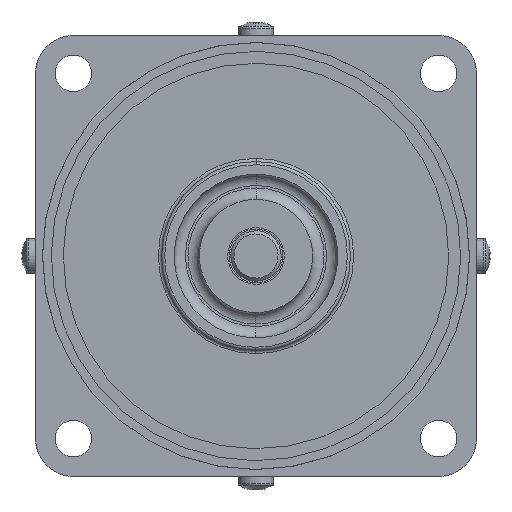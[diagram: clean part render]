
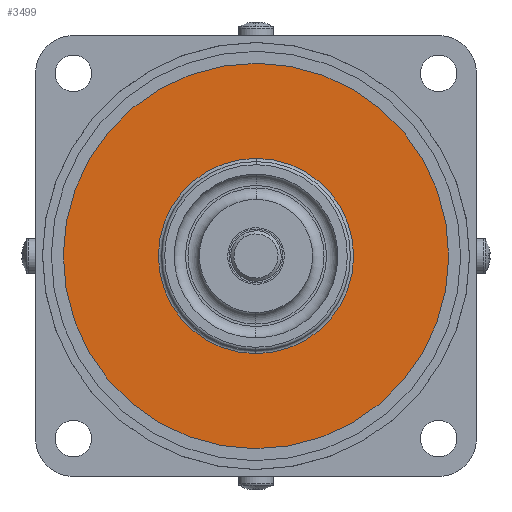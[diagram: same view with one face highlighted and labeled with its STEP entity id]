
A CAD part, front view. The second image highlights one B-rep face of the part: STEP entity #3499.
In plain terms, the highlighted planar face has unit normal (0, -1, 0).
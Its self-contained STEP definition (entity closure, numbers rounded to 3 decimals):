
#25 = AXIS2_PLACEMENT_3D ( 'NONE', #5803, #8619, #2234 ) ;
#113 = ORIENTED_EDGE ( 'NONE', *, *, #6090, .T. ) ;
#480 = ORIENTED_EDGE ( 'NONE', *, *, #5850, .F. ) ;
#553 = CARTESIAN_POINT ( 'NONE',  ( -34.713, 58.777, 103.5 ) ) ;
#1589 = DIRECTION ( 'NONE',  ( 0.006, 0., 1. ) ) ;
#1688 = ORIENTED_EDGE ( 'NONE', *, *, #8049, .T. ) ;
#1794 = ORIENTED_EDGE ( 'NONE', *, *, #2522, .F. ) ;
#2036 = DIRECTION ( 'NONE',  ( -0.006, 0., -1. ) ) ;
#2067 = VERTEX_POINT ( 'NONE', #5928 ) ;
#2109 = CARTESIAN_POINT ( 'NONE',  ( -34.971, 58.777, 57.4 ) ) ;
#2234 = DIRECTION ( 'NONE',  ( 0.006, 0., 1. ) ) ;
#2522 = EDGE_CURVE ( 'NONE', #2673, #5709, #5288, .T. ) ;
#2673 = VERTEX_POINT ( 'NONE', #8296 ) ;
#2751 = PLANE ( 'NONE',  #3302 ) ;
#2852 = DIRECTION ( 'NONE',  ( 0.006, 0., 1. ) ) ;
#3172 = EDGE_LOOP ( 'NONE', ( #480, #1794 ) ) ;
#3302 = AXIS2_PLACEMENT_3D ( 'NONE', #5607, #8424, #2036 ) ;
#3329 = CARTESIAN_POINT ( 'NONE',  ( -34.8, 58.777, 88. ) ) ;
#3499 = ADVANCED_FACE ( 'NONE', ( #6299, #9094 ), #2751, .F. ) ;
#4134 = CIRCLE ( 'NONE', #25, 15.5 ) ;
#4236 = AXIS2_PLACEMENT_3D ( 'NONE', #5864, #7993, #1589 ) ;
#4750 = AXIS2_PLACEMENT_3D ( 'NONE', #3329, #6175, #8976 ) ;
#5281 = AXIS2_PLACEMENT_3D ( 'NONE', #6406, #9191, #2852 ) ;
#5288 = CIRCLE ( 'NONE', #5281, 15.5 ) ;
#5607 = CARTESIAN_POINT ( 'NONE',  ( -34.8, 58.777, 88. ) ) ;
#5709 = VERTEX_POINT ( 'NONE', #553 ) ;
#5803 = CARTESIAN_POINT ( 'NONE',  ( -34.8, 58.777, 88. ) ) ;
#5850 = EDGE_CURVE ( 'NONE', #5709, #2673, #4134, .T. ) ;
#5864 = CARTESIAN_POINT ( 'NONE',  ( -34.8, 58.777, 88. ) ) ;
#5928 = CARTESIAN_POINT ( 'NONE',  ( -34.629, 58.777, 118.6 ) ) ;
#6090 = EDGE_CURVE ( 'NONE', #7915, #2067, #8720, .T. ) ;
#6175 = DIRECTION ( 'NONE',  ( 0., -1., 0. ) ) ;
#6299 = FACE_BOUND ( 'NONE', #3172, .T. ) ;
#6406 = CARTESIAN_POINT ( 'NONE',  ( -34.8, 58.777, 88. ) ) ;
#7903 = EDGE_LOOP ( 'NONE', ( #1688, #113 ) ) ;
#7915 = VERTEX_POINT ( 'NONE', #2109 ) ;
#7993 = DIRECTION ( 'NONE',  ( 0., -1., 0. ) ) ;
#8049 = EDGE_CURVE ( 'NONE', #2067, #7915, #8249, .T. ) ;
#8249 = CIRCLE ( 'NONE', #4236, 30.6 ) ;
#8296 = CARTESIAN_POINT ( 'NONE',  ( -34.887, 58.777, 72.5 ) ) ;
#8424 = DIRECTION ( 'NONE',  ( 0., 1., 0. ) ) ;
#8619 = DIRECTION ( 'NONE',  ( 0., -1., 0. ) ) ;
#8720 = CIRCLE ( 'NONE', #4750, 30.6 ) ;
#8976 = DIRECTION ( 'NONE',  ( 0.006, 0., 1. ) ) ;
#9094 = FACE_OUTER_BOUND ( 'NONE', #7903, .T. ) ;
#9191 = DIRECTION ( 'NONE',  ( 0., -1., 0. ) ) ;
